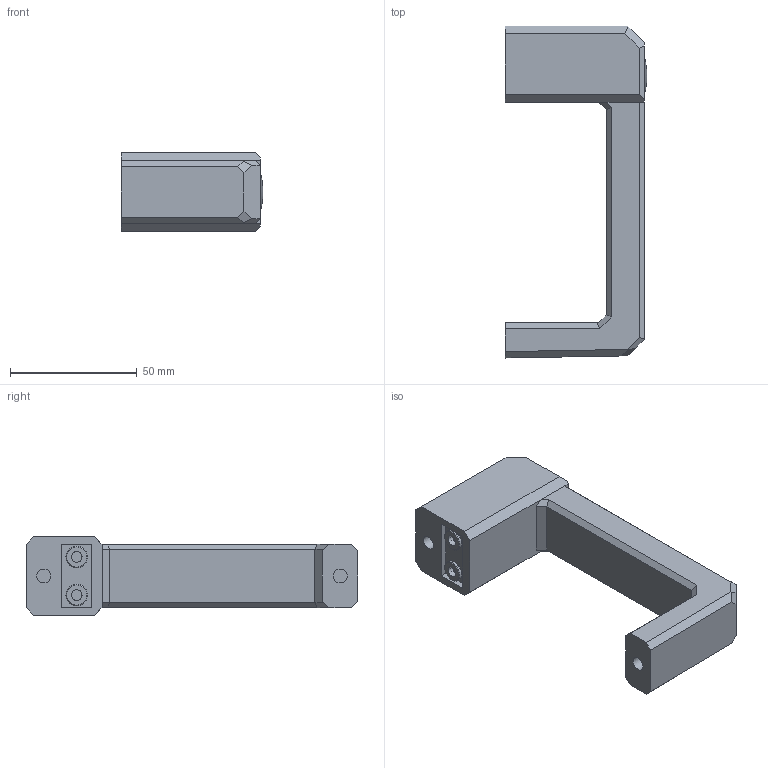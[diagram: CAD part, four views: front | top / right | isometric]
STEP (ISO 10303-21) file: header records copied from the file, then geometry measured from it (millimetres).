
FILE_DESCRIPTION(/* description */ ('MANIGLIA con VALVOLA -Tasto Verde- '),/* implementation_level */ '2;1');
FILE_NAME(/* name */ '105_32_6_40#.stp',/* time_stamp */ '2015-12-21T14:35:51+01:00',/* author */ ('maniean1'),/* organization */ ('Pneumax S.p.A.'),/* preprocessor_version */ 'ST-DEVELOPER v15.2',/* originating_system */ 'Autodesk Inventor 2014',/* authorisation */ '');
FILE_SCHEMA (('AUTOMOTIVE_DESIGN { 1 0 10303 214 3 1 1 }'));
Length unit declared in the file: millimetre
Products named in the file (1): 105_32_6_40#
Bounding box: 56 x 131 x 31 mm (x, y, z)
Volume: 97638.2 mm3; surface area: 19255.9 mm2
Topology: 1 solids, 1 shells, 68 faces, 155 edges, 98 vertices
Faces by surface type: plane 55, cylinder 8, cone 4, bspline 1
Full cylindrical faces by diameter (mm): 4.2 x2, 5 x2, 5.5 x2, 8.5 x2
Entity records: 1900 total; most frequent: CARTESIAN_POINT 337, DIRECTION 298, ORIENTED_EDGE 284, EDGE_CURVE 142, LINE 120, VECTOR 120, VERTEX_POINT 98, EDGE_LOOP 90
